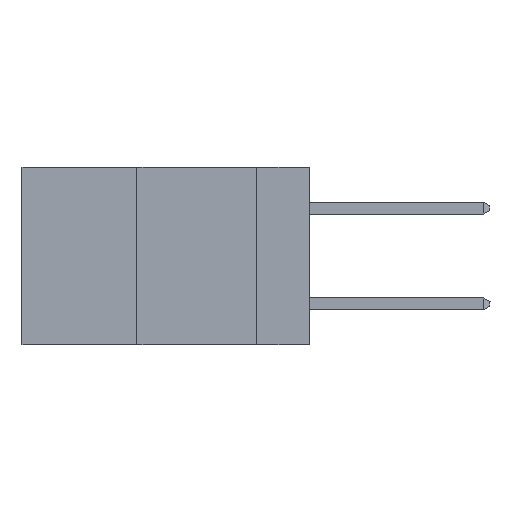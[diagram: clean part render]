
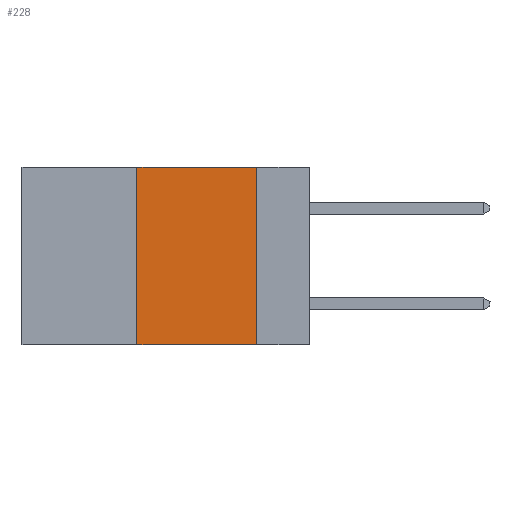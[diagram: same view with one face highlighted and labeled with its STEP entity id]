
A CAD part, left-side view. The second image highlights one B-rep face of the part: STEP entity #228.
In plain terms, the highlighted planar face has unit normal (-1, 0, 0).
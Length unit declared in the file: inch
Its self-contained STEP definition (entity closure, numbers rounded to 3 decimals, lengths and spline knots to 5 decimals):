
#228 = ADVANCED_FACE ( 'NONE', ( #6623 ), #9243, .F. ) ;
#1755 = DIRECTION ( 'NONE',  ( 1., 0., 0. ) ) ;
#1760 = EDGE_CURVE ( 'NONE', #14289, #8125, #2675, .T. ) ;
#2675 = LINE ( 'NONE', #5767, #18154 ) ;
#2744 = LINE ( 'NONE', #17471, #3421 ) ;
#3047 = VERTEX_POINT ( 'NONE', #8643 ) ;
#3421 = VECTOR ( 'NONE', #9885, 39.37008 ) ;
#4083 = EDGE_CURVE ( 'NONE', #8125, #4594, #5619, .T. ) ;
#4237 = AXIS2_PLACEMENT_3D ( 'NONE', #10776, #1755, #15437 ) ;
#4275 = CARTESIAN_POINT ( 'NONE',  ( 0., 0.11, 0. ) ) ;
#4594 = VERTEX_POINT ( 'NONE', #14488 ) ;
#5619 = LINE ( 'NONE', #4275, #15277 ) ;
#5767 = CARTESIAN_POINT ( 'NONE',  ( 0., 0.6, 0. ) ) ;
#5800 = EDGE_CURVE ( 'NONE', #3047, #4594, #2744, .T. ) ;
#6623 = FACE_OUTER_BOUND ( 'NONE', #15376, .T. ) ;
#8048 = LINE ( 'NONE', #12387, #15138 ) ;
#8125 = VERTEX_POINT ( 'NONE', #14250 ) ;
#8486 = ORIENTED_EDGE ( 'NONE', *, *, #4083, .F. ) ;
#8643 = CARTESIAN_POINT ( 'NONE',  ( 0., 0.36, -0.37 ) ) ;
#9243 = PLANE ( 'NONE',  #4237 ) ;
#9885 = DIRECTION ( 'NONE',  ( 0., -1., 0. ) ) ;
#10776 = CARTESIAN_POINT ( 'NONE',  ( 0., 0.6, 0. ) ) ;
#11654 = ORIENTED_EDGE ( 'NONE', *, *, #11658, .F. ) ;
#11658 = EDGE_CURVE ( 'NONE', #3047, #14289, #8048, .T. ) ;
#12312 = DIRECTION ( 'NONE',  ( 0., 0., 1. ) ) ;
#12387 = CARTESIAN_POINT ( 'NONE',  ( 0., 0.36, 0. ) ) ;
#14250 = CARTESIAN_POINT ( 'NONE',  ( 0., 0.11, 0. ) ) ;
#14289 = VERTEX_POINT ( 'NONE', #16430 ) ;
#14488 = CARTESIAN_POINT ( 'NONE',  ( 0., 0.11, -0.37 ) ) ;
#15138 = VECTOR ( 'NONE', #12312, 39.37008 ) ;
#15212 = ORIENTED_EDGE ( 'NONE', *, *, #5800, .T. ) ;
#15277 = VECTOR ( 'NONE', #18010, 39.37008 ) ;
#15376 = EDGE_LOOP ( 'NONE', ( #8486, #18799, #11654, #15212 ) ) ;
#15437 = DIRECTION ( 'NONE',  ( 0., 0., -1. ) ) ;
#16430 = CARTESIAN_POINT ( 'NONE',  ( 0., 0.36, 0. ) ) ;
#17471 = CARTESIAN_POINT ( 'NONE',  ( 0., 0.6, -0.37 ) ) ;
#17860 = DIRECTION ( 'NONE',  ( 0., -1., 0. ) ) ;
#18010 = DIRECTION ( 'NONE',  ( 0., 0., -1. ) ) ;
#18154 = VECTOR ( 'NONE', #17860, 39.37008 ) ;
#18799 = ORIENTED_EDGE ( 'NONE', *, *, #1760, .F. ) ;
